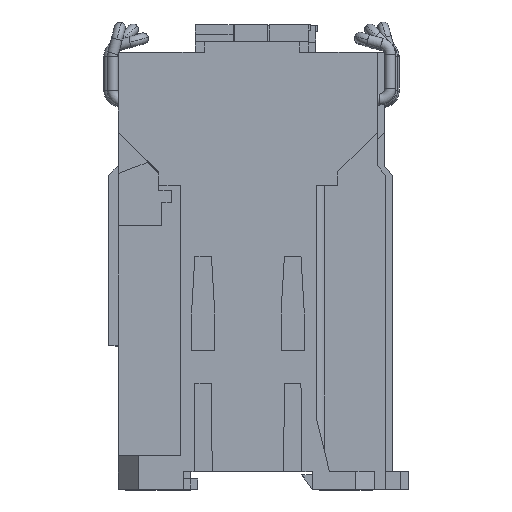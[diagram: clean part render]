
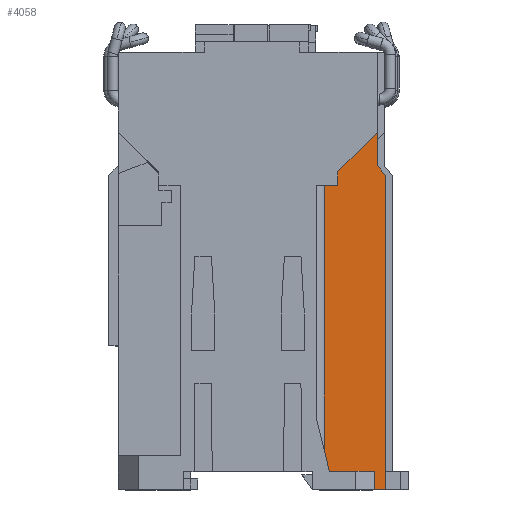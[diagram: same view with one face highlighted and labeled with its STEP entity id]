
A CAD part, top view. The second image highlights one B-rep face of the part: STEP entity #4058.
In plain terms, the highlighted planar face has unit normal (0, 0, 1).
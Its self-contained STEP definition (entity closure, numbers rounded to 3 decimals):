
#1187 = VERTEX_POINT ( 'NONE', #29144 ) ;
#1196 = VERTEX_POINT ( 'NONE', #29149 ) ;
#1204 = VERTEX_POINT ( 'NONE', #29153 ) ;
#1205 = VERTEX_POINT ( 'NONE', #29154 ) ;
#1207 = VERTEX_POINT ( 'NONE', #29155 ) ;
#1213 = VERTEX_POINT ( 'NONE', #29158 ) ;
#1231 = VERTEX_POINT ( 'NONE', #29169 ) ;
#1235 = VERTEX_POINT ( 'NONE', #29171 ) ;
#4058 = ADVANCED_FACE ( 'NONE', ( #13785 ), #12723, .F. ) ;
#7987 = VERTEX_POINT ( 'NONE', #14786 ) ;
#7997 = VERTEX_POINT ( 'NONE', #14805 ) ;
#7999 = VERTEX_POINT ( 'NONE', #14809 ) ;
#8001 = VERTEX_POINT ( 'NONE', #14812 ) ;
#8004 = VERTEX_POINT ( 'NONE', #14818 ) ;
#8222 = EDGE_LOOP ( 'NONE', ( #40678, #40679, #40680, #40681, #40682, #40683, #40684, #40685, #40689, #40694, #40695, #40696, #40697, #40698, #40699 ) ) ;
#12723 = PLANE ( 'NONE',  #35684 ) ;
#12742 = CARTESIAN_POINT ( 'NONE',  ( -2., 0., 114.4 ) ) ;
#12743 = DIRECTION ( 'NONE',  ( 0., 0., -1. ) ) ;
#12744 = DIRECTION ( 'NONE',  ( -1., 0., 0. ) ) ;
#13785 = FACE_OUTER_BOUND ( 'NONE', #8222, .T. ) ;
#14786 = CARTESIAN_POINT ( 'NONE',  ( 32.8, 121., 114.4 ) ) ;
#14805 = CARTESIAN_POINT ( 'NONE',  ( 35., 87., 114.4 ) ) ;
#14809 = CARTESIAN_POINT ( 'NONE',  ( 32.8, 89.6, 114.4 ) ) ;
#14812 = CARTESIAN_POINT ( 'NONE',  ( 25.8, 109., 114.4 ) ) ;
#14818 = CARTESIAN_POINT ( 'NONE',  ( 35., 0., 114.4 ) ) ;
#17211 = CARTESIAN_POINT ( 'NONE',  ( 29.3, 121., 114.4 ) ) ;
#17212 = CARTESIAN_POINT ( 'NONE',  ( 29.3, 109., 114.4 ) ) ;
#17552 = CARTESIAN_POINT ( 'NONE',  ( 25.8, 95.4, 114.4 ) ) ;
#17568 = CARTESIAN_POINT ( 'NONE',  ( 32., 0., 114.4 ) ) ;
#17570 = DIRECTION ( 'NONE',  ( 0., 1., 0. ) ) ;
#17577 = DIRECTION ( 'NONE',  ( 1., 0., 0. ) ) ;
#17592 = DIRECTION ( 'NONE',  ( 0., -1., 0. ) ) ;
#17603 = CARTESIAN_POINT ( 'NONE',  ( 18., 5., 114.4 ) ) ;
#17625 = CARTESIAN_POINT ( 'NONE',  ( 21.8, 84.2, 114.4 ) ) ;
#17645 = CARTESIAN_POINT ( 'NONE',  ( 15.8, 84.2, 114.4 ) ) ;
#17646 = DIRECTION ( 'NONE',  ( -1., 0., 0. ) ) ;
#17666 = DIRECTION ( 'NONE',  ( 0., -1., 0. ) ) ;
#17726 = CARTESIAN_POINT ( 'NONE',  ( 21.8, 87.9, 114.4 ) ) ;
#17727 = DIRECTION ( 'NONE',  ( -0.707, -0.707, 0. ) ) ;
#17764 = CARTESIAN_POINT ( 'NONE',  ( 29.3, 121., 114.4 ) ) ;
#17767 = DIRECTION ( 'NONE',  ( 0., 1., 0. ) ) ;
#19225 = CARTESIAN_POINT ( 'NONE',  ( 32.8, 89.6, 114.4 ) ) ;
#19263 = DIRECTION ( 'NONE',  ( -0.646, 0.763, 0. ) ) ;
#19268 = CARTESIAN_POINT ( 'NONE',  ( 32.8, 98.9, 114.4 ) ) ;
#19269 = DIRECTION ( 'NONE',  ( 0., 1., 0. ) ) ;
#19270 = CARTESIAN_POINT ( 'NONE',  ( 29.3, 121., 114.4 ) ) ;
#19271 = DIRECTION ( 'NONE',  ( 1., 0., 0. ) ) ;
#19272 = CARTESIAN_POINT ( 'NONE',  ( 25.8, 109., 114.4 ) ) ;
#19273 = DIRECTION ( 'NONE',  ( 1., 0., 0. ) ) ;
#19274 = CARTESIAN_POINT ( 'NONE',  ( 25.8, 95.4, 114.4 ) ) ;
#19275 = DIRECTION ( 'NONE',  ( 0., 1., 0. ) ) ;
#19276 = CARTESIAN_POINT ( 'NONE',  ( 19.5, 5., 114.4 ) ) ;
#19277 = DIRECTION ( 'NONE',  ( 1., 0., 0. ) ) ;
#19278 = CARTESIAN_POINT ( 'NONE',  ( 35., 0., 114.4 ) ) ;
#19279 = DIRECTION ( 'NONE',  ( -1., 0., 0. ) ) ;
#19280 = CARTESIAN_POINT ( 'NONE',  ( 35., 5., 114.4 ) ) ;
#19281 = DIRECTION ( 'NONE',  ( 0., 1., 0. ) ) ;
#20698 = LINE ( 'NONE', #17552, #20707 ) ;
#20700 = LINE ( 'NONE', #17568, #20703 ) ;
#20703 = VECTOR ( 'NONE', #17570, 1000. ) ;
#20707 = VECTOR ( 'NONE', #17577, 1000. ) ;
#20726 = LINE ( 'NONE', #17603, #20728 ) ;
#20728 = VECTOR ( 'NONE', #17592, 1000. ) ;
#20730 = LINE ( 'NONE', #17625, #20749 ) ;
#20736 = LINE ( 'NONE', #17645, #20739 ) ;
#20739 = VECTOR ( 'NONE', #17646, 1000. ) ;
#20749 = VECTOR ( 'NONE', #17666, 1000. ) ;
#20776 = LINE ( 'NONE', #17726, #20779 ) ;
#20779 = VECTOR ( 'NONE', #17727, 1000. ) ;
#20796 = LINE ( 'NONE', #17764, #20799 ) ;
#20799 = VECTOR ( 'NONE', #17767, 1000. ) ;
#29144 = CARTESIAN_POINT ( 'NONE',  ( 25.8, 95.4, 114.4 ) ) ;
#29149 = CARTESIAN_POINT ( 'NONE',  ( 32., 5., 114.4 ) ) ;
#29153 = CARTESIAN_POINT ( 'NONE',  ( 29.3, 95.4, 114.4 ) ) ;
#29154 = CARTESIAN_POINT ( 'NONE',  ( 32., 0., 114.4 ) ) ;
#29155 = CARTESIAN_POINT ( 'NONE',  ( 18., 84.2, 114.4 ) ) ;
#29158 = CARTESIAN_POINT ( 'NONE',  ( 18., 5., 114.4 ) ) ;
#29169 = CARTESIAN_POINT ( 'NONE',  ( 21.8, 84.2, 114.4 ) ) ;
#29171 = CARTESIAN_POINT ( 'NONE',  ( 21.8, 87.9, 114.4 ) ) ;
#32511 = LINE ( 'NONE', #19225, #32518 ) ;
#32518 = VECTOR ( 'NONE', #19263, 1000. ) ;
#32521 = LINE ( 'NONE', #19268, #32524 ) ;
#32523 = LINE ( 'NONE', #19270, #32526 ) ;
#32524 = VECTOR ( 'NONE', #19269, 1000. ) ;
#32525 = LINE ( 'NONE', #19272, #32528 ) ;
#32526 = VECTOR ( 'NONE', #19271, 1000. ) ;
#32527 = LINE ( 'NONE', #19274, #32530 ) ;
#32528 = VECTOR ( 'NONE', #19273, 1000. ) ;
#32529 = LINE ( 'NONE', #19276, #32532 ) ;
#32530 = VECTOR ( 'NONE', #19275, 1000. ) ;
#32531 = LINE ( 'NONE', #19278, #32534 ) ;
#32532 = VECTOR ( 'NONE', #19277, 1000. ) ;
#32533 = LINE ( 'NONE', #19280, #32536 ) ;
#32534 = VECTOR ( 'NONE', #19279, 1000. ) ;
#32536 = VECTOR ( 'NONE', #19281, 1000. ) ;
#34187 = EDGE_CURVE ( 'NONE', #7997, #7999, #32511, .T. ) ;
#34190 = EDGE_CURVE ( 'NONE', #7999, #7987, #32521, .T. ) ;
#34191 = EDGE_CURVE ( 'NONE', #39598, #7987, #32523, .T. ) ;
#34192 = EDGE_CURVE ( 'NONE', #8001, #39596, #32525, .T. ) ;
#34193 = EDGE_CURVE ( 'NONE', #1187, #8001, #32527, .T. ) ;
#34194 = EDGE_CURVE ( 'NONE', #1213, #1196, #32529, .T. ) ;
#34195 = EDGE_CURVE ( 'NONE', #8004, #1205, #32531, .T. ) ;
#34196 = EDGE_CURVE ( 'NONE', #8004, #7997, #32533, .T. ) ;
#35684 = AXIS2_PLACEMENT_3D ( 'NONE', #12742, #12743, #12744 ) ;
#39596 = VERTEX_POINT ( 'NONE', #17212 ) ;
#39598 = VERTEX_POINT ( 'NONE', #17211 ) ;
#40262 = EDGE_CURVE ( 'NONE', #1205, #1196, #20700, .T. ) ;
#40264 = EDGE_CURVE ( 'NONE', #1187, #1204, #20698, .T. ) ;
#40275 = EDGE_CURVE ( 'NONE', #1207, #1213, #20726, .T. ) ;
#40281 = EDGE_CURVE ( 'NONE', #1231, #1207, #20736, .T. ) ;
#40286 = EDGE_CURVE ( 'NONE', #1235, #1231, #20730, .T. ) ;
#40301 = EDGE_CURVE ( 'NONE', #1204, #1235, #20776, .T. ) ;
#40311 = EDGE_CURVE ( 'NONE', #39596, #39598, #20796, .T. ) ;
#40678 = ORIENTED_EDGE ( 'NONE', *, *, #34190, .T. ) ;
#40679 = ORIENTED_EDGE ( 'NONE', *, *, #34191, .F. ) ;
#40680 = ORIENTED_EDGE ( 'NONE', *, *, #40311, .F. ) ;
#40681 = ORIENTED_EDGE ( 'NONE', *, *, #34192, .F. ) ;
#40682 = ORIENTED_EDGE ( 'NONE', *, *, #34193, .F. ) ;
#40683 = ORIENTED_EDGE ( 'NONE', *, *, #40264, .T. ) ;
#40684 = ORIENTED_EDGE ( 'NONE', *, *, #40301, .T. ) ;
#40685 = ORIENTED_EDGE ( 'NONE', *, *, #40286, .T. ) ;
#40689 = ORIENTED_EDGE ( 'NONE', *, *, #40281, .T. ) ;
#40694 = ORIENTED_EDGE ( 'NONE', *, *, #40275, .T. ) ;
#40695 = ORIENTED_EDGE ( 'NONE', *, *, #34194, .T. ) ;
#40696 = ORIENTED_EDGE ( 'NONE', *, *, #40262, .F. ) ;
#40697 = ORIENTED_EDGE ( 'NONE', *, *, #34195, .F. ) ;
#40698 = ORIENTED_EDGE ( 'NONE', *, *, #34196, .T. ) ;
#40699 = ORIENTED_EDGE ( 'NONE', *, *, #34187, .T. ) ;
